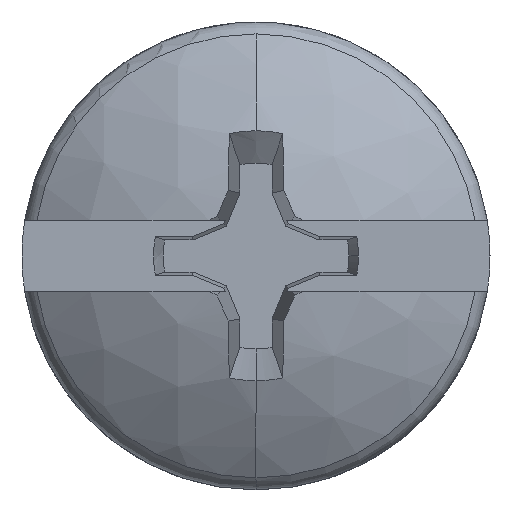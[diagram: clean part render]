
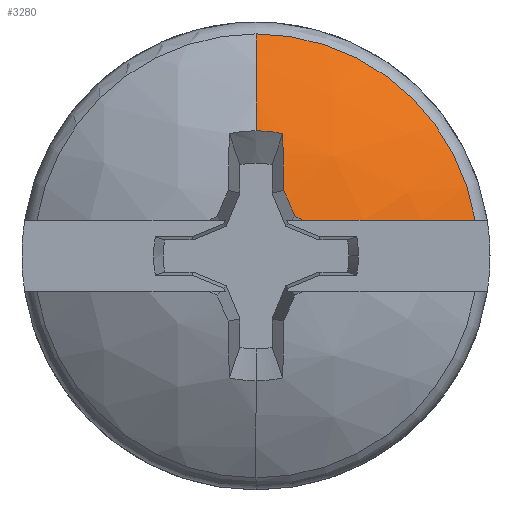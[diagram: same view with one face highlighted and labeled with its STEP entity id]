
A CAD part, top view. The second image highlights one B-rep face of the part: STEP entity #3280.
In plain terms, the highlighted spherical face has radius 9.895 mm.
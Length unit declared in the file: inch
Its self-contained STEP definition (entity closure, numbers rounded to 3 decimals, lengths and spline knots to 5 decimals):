
#45 = CARTESIAN_POINT ( 'NONE',  ( 0.01829, 0.00757, 2.28371 ) ) ;
#62 = EDGE_CURVE ( 'NONE', #11055, #3858, #3315, .T. ) ;
#255 = CARTESIAN_POINT ( 'NONE',  ( -0.00405, 0., 2.2858 ) ) ;
#287 = VERTEX_POINT ( 'NONE', #12603 ) ;
#384 = CARTESIAN_POINT ( 'NONE',  ( 0., 0.13138, 2.65218 ) ) ;
#467 = CARTESIAN_POINT ( 'NONE',  ( 0.0495, 0.0375, 2.67002 ) ) ;
#1009 = CIRCLE ( 'NONE', #2385, 0.38905 ) ;
#1030 = DIRECTION ( 'NONE',  ( 0.383, -0.924, 0. ) ) ;
#1139 = DIRECTION ( 'NONE',  ( 0.924, -0.383, 0. ) ) ;
#1265 = EDGE_CURVE ( 'NONE', #2831, #12315, #4708, .T. ) ;
#1272 = DIRECTION ( 'NONE',  ( -0.381, -0.92, 0.087 ) ) ;
#1442 = ORIENTED_EDGE ( 'NONE', *, *, #5183, .T. ) ;
#1777 = FACE_OUTER_BOUND ( 'NONE', #10946, .T. ) ;
#2199 = CARTESIAN_POINT ( 'NONE',  ( 0., 0., 2.59736 ) ) ;
#2250 = CARTESIAN_POINT ( 'NONE',  ( 0.00757, 0.01829, 2.28371 ) ) ;
#2323 = DIRECTION ( 'NONE',  ( 0., 0., 1. ) ) ;
#2385 = AXIS2_PLACEMENT_3D ( 'NONE', #45, #11925, #1030 ) ;
#2479 = EDGE_CURVE ( 'NONE', #3858, #11704, #6411, .T. ) ;
#2697 = AXIS2_PLACEMENT_3D ( 'NONE', #255, #3226, #4214 ) ;
#2831 = VERTEX_POINT ( 'NONE', #467 ) ;
#3226 = DIRECTION ( 'NONE',  ( -0.996, 0., 0.087 ) ) ;
#3280 = ADVANCED_FACE ( 'NONE', ( #1777 ), #9328, .T. ) ;
#3315 = CIRCLE ( 'NONE', #2697, 0.38953 ) ;
#3440 = DIRECTION ( 'NONE',  ( 0., 0., 1. ) ) ;
#3858 = VERTEX_POINT ( 'NONE', #4798 ) ;
#4115 = CARTESIAN_POINT ( 'NONE',  ( 0., 0., 2.28544 ) ) ;
#4145 = ORIENTED_EDGE ( 'NONE', *, *, #4467, .T. ) ;
#4214 = DIRECTION ( 'NONE',  ( 0.087, 0., 0.996 ) ) ;
#4273 = DIRECTION ( 'NONE',  ( 0., -1., 0. ) ) ;
#4467 = EDGE_CURVE ( 'NONE', #7209, #287, #11869, .T. ) ;
#4567 = DIRECTION ( 'NONE',  ( 0., 0., -1. ) ) ;
#4708 = CIRCLE ( 'NONE', #10153, 0.38905 ) ;
#4788 = DIRECTION ( 'NONE',  ( 0., 1., 0. ) ) ;
#4798 = CARTESIAN_POINT ( 'NONE',  ( 0.028, 0.12837, 2.65218 ) ) ;
#5183 = EDGE_CURVE ( 'NONE', #2831, #7209, #9847, .T. ) ;
#5289 = EDGE_CURVE ( 'NONE', #12315, #11055, #1009, .T. ) ;
#5593 = CARTESIAN_POINT ( 'NONE',  ( 0.23034, 0.0375, 2.59736 ) ) ;
#5833 = CARTESIAN_POINT ( 'NONE',  ( 0., 0.0375, 2.28544 ) ) ;
#6302 = CARTESIAN_POINT ( 'NONE',  ( 0., 0., 2.65218 ) ) ;
#6411 = CIRCLE ( 'NONE', #9904, 0.13138 ) ;
#6492 = EDGE_CURVE ( 'NONE', #287, #11704, #9270, .T. ) ;
#7107 = DIRECTION ( 'NONE',  ( -1., 0., 0. ) ) ;
#7209 = VERTEX_POINT ( 'NONE', #5593 ) ;
#7415 = CARTESIAN_POINT ( 'NONE',  ( 0.02937, 0.06862, 2.66778 ) ) ;
#7425 = DIRECTION ( 'NONE',  ( -1., 0., 0. ) ) ;
#7562 = DIRECTION ( 'NONE',  ( 1., 0., 0. ) ) ;
#7777 = ORIENTED_EDGE ( 'NONE', *, *, #6492, .T. ) ;
#8212 = ORIENTED_EDGE ( 'NONE', *, *, #2479, .F. ) ;
#8984 = CARTESIAN_POINT ( 'NONE',  ( 0.04106, 0.04106, 2.67065 ) ) ;
#9181 = ORIENTED_EDGE ( 'NONE', *, *, #5289, .F. ) ;
#9250 = AXIS2_PLACEMENT_3D ( 'NONE', #2199, #2323, #4273 ) ;
#9270 = CIRCLE ( 'NONE', #12248, 0.38956 ) ;
#9324 = ORIENTED_EDGE ( 'NONE', *, *, #1265, .F. ) ;
#9328 = SPHERICAL_SURFACE ( 'NONE', #11828, 0.38956 ) ;
#9847 = CIRCLE ( 'NONE', #12159, 0.38775 ) ;
#9904 = AXIS2_PLACEMENT_3D ( 'NONE', #6302, #3440, #7425 ) ;
#10077 = DIRECTION ( 'NONE',  ( 0., 1., 0. ) ) ;
#10153 = AXIS2_PLACEMENT_3D ( 'NONE', #2250, #1272, #1139 ) ;
#10852 = DIRECTION ( 'NONE',  ( 0., 0., -1. ) ) ;
#10925 = ORIENTED_EDGE ( 'NONE', *, *, #62, .F. ) ;
#10946 = EDGE_LOOP ( 'NONE', ( #4145, #7777, #8212, #10925, #9181, #9324, #1442 ) ) ;
#11055 = VERTEX_POINT ( 'NONE', #7415 ) ;
#11704 = VERTEX_POINT ( 'NONE', #384 ) ;
#11828 = AXIS2_PLACEMENT_3D ( 'NONE', #4115, #7107, #10077 ) ;
#11869 = CIRCLE ( 'NONE', #9250, 0.23337 ) ;
#11925 = DIRECTION ( 'NONE',  ( -0.92, -0.381, 0.087 ) ) ;
#12159 = AXIS2_PLACEMENT_3D ( 'NONE', #5833, #4788, #10852 ) ;
#12248 = AXIS2_PLACEMENT_3D ( 'NONE', #12480, #7562, #4567 ) ;
#12315 = VERTEX_POINT ( 'NONE', #8984 ) ;
#12480 = CARTESIAN_POINT ( 'NONE',  ( 0., 0., 2.28544 ) ) ;
#12603 = CARTESIAN_POINT ( 'NONE',  ( 0., 0.23337, 2.59736 ) ) ;
